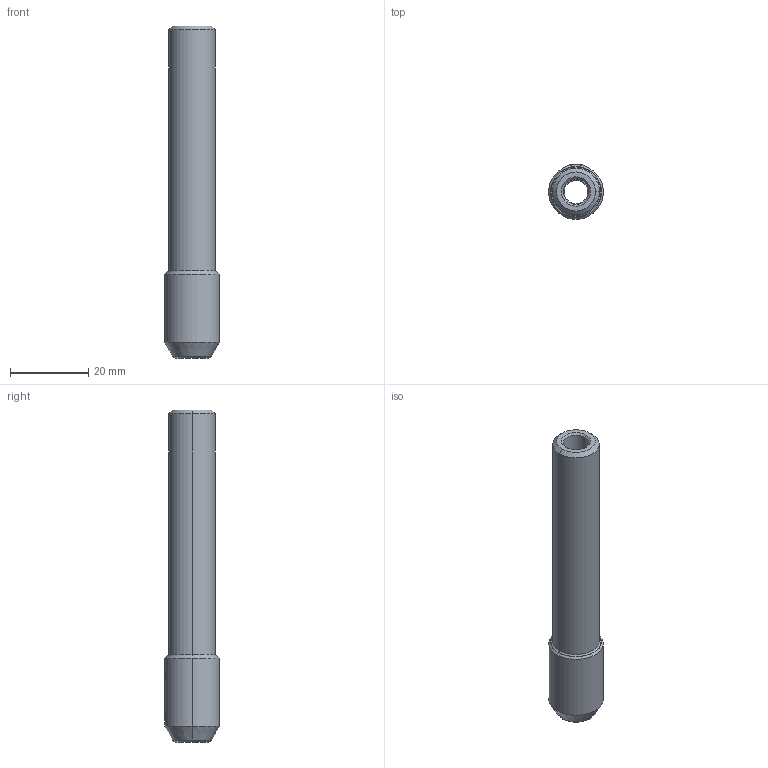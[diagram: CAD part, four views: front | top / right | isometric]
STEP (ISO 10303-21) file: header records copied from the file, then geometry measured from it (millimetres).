
FILE_DESCRIPTION(('no description'),'unknown implementation level');
FILE_NAME('496CA647-7955-41FE-AD5F-A2909BDE100B_export.stp',' ',('CIMSOURCE GmbH'),('CADClick - KiM GmbH - www.kimweb.de'),'unknown preprocess','ACIS','unknown authorization');
FILE_SCHEMA(('automotive_design'));
Length unit declared in the file: millimetre
Products named in the file (3): 613.327 Kaiser RB 12_6 X 85|690.459 Kaiser ETL M4 X 3,5D_Standard;NONE; 613.327 Kaiser RB 12_6 X 85|613.327 Kaiser RB 12_6 X 85_Standard;NONE
Bounding box: 14 x 14 x 85 mm (x, y, z)
Volume: 7597 mm3; surface area: 5318.7 mm2
Topology: 3 solids, 3 shells, 79 faces, 170 edges, 96 vertices
Faces by surface type: plane 31, cone 28, cylinder 16, torus 4
Entity records: 4297 total; most frequent: CARTESIAN_POINT 547, DIRECTION 394, STYLED_ITEM 344, PRESENTATION_STYLE_ASSIGNMENT 344, COLOUR_RGB 344, ORIENTED_EDGE 332, EDGE_CURVE 166, CURVE_STYLE 166
